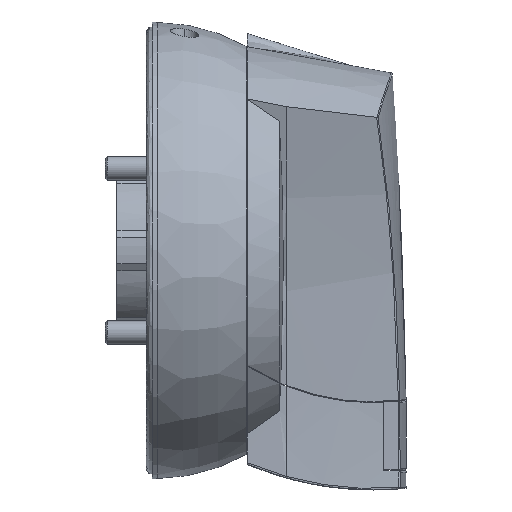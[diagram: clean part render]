
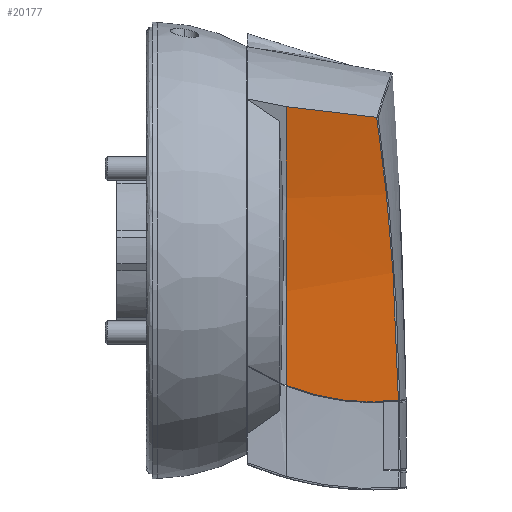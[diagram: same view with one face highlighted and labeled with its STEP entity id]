
A CAD part, left-side view. The second image highlights one B-rep face of the part: STEP entity #20177.
In plain terms, the highlighted conical face has half-angle 6 degrees and reference radius 200 mm.
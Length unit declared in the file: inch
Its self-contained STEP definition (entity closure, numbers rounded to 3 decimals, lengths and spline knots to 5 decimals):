
#1697 = CARTESIAN_POINT ( 'NONE',  ( -0.52967, -1.55512, -1.00677 ) ) ;
#2882 = CARTESIAN_POINT ( 'NONE',  ( -0.55809, -1.28488, -1.00627 ) ) ;
#3565 = CARTESIAN_POINT ( 'NONE',  ( -0.84445, -1.3059, 0.91871 ) ) ;
#3792 = CARTESIAN_POINT ( 'NONE',  ( -8.46997, -0.9, -1.20875 ) ) ;
#4189 = DIRECTION ( 'NONE',  ( 0., 1., 0. ) ) ;
#4513 = CARTESIAN_POINT ( 'NONE',  ( -0.51923, -1.65455, -1.00633 ) ) ;
#4819 = B_SPLINE_CURVE_WITH_KNOTS ( 'NONE', 3,
 ( #4513, #16652, #37082, #12713, #41203, #16833, #45243, #20945, #49335, #25009 ),
 .UNSPECIFIED., .F., .F.,
 ( 4, 2, 2, 2, 4 ),
 ( 0.00001, 0.01229, 0.02458, 0.03686, 0.04915 ),
 .UNSPECIFIED. ) ;
#4872 = CARTESIAN_POINT ( 'NONE',  ( -0.90235, -0.9, 0.96639 ) ) ;
#6200 = CARTESIAN_POINT ( 'NONE',  ( -0.51943, -1.65256, -1.00677 ) ) ;
#6508 = ORIENTED_EDGE ( 'NONE', *, *, #12852, .T. ) ;
#6950 = CARTESIAN_POINT ( 'NONE',  ( -0.54203, -1.43487, -1.01817 ) ) ;
#7239 = VERTEX_POINT ( 'NONE', #49836 ) ;
#7379 = CIRCLE ( 'NONE', #7976, 7.94287 ) ;
#7887 = DIRECTION ( 'NONE',  ( 0., 0., 1. ) ) ;
#7976 = AXIS2_PLACEMENT_3D ( 'NONE', #28584, #4189, #32641 ) ;
#9649 = ORIENTED_EDGE ( 'NONE', *, *, #16158, .T. ) ;
#9700 = CARTESIAN_POINT ( 'NONE',  ( -0.52943, -1.55512, -1.01663 ) ) ;
#9793 = EDGE_LOOP ( 'NONE', ( #11777, #48756, #6508, #36798, #38937, #9649, #38802, #44356 ) ) ;
#10294 = CARTESIAN_POINT ( 'NONE',  ( -0.51953, -1.65153, -1.00677 ) ) ;
#11064 = EDGE_CURVE ( 'NONE', #14666, #46283, #15630, .T. ) ;
#11777 = ORIENTED_EDGE ( 'NONE', *, *, #14370, .F. ) ;
#12713 = CARTESIAN_POINT ( 'NONE',  ( -0.5625, -1.63173, -0.36316 ) ) ;
#12852 = EDGE_CURVE ( 'NONE', #18918, #46283, #4819, .T. ) ;
#14370 = EDGE_CURVE ( 'NONE', #7239, #39838, #50765, .T. ) ;
#14666 = VERTEX_POINT ( 'NONE', #4872 ) ;
#14875 = CONICAL_SURFACE ( 'NONE', #15902, 7.87402, 0.105 ) ;
#15630 = B_SPLINE_CURVE_WITH_KNOTS ( 'NONE', 3,
 ( #15678, #48181, #3565, #32006 ),
 .UNSPECIFIED., .F., .F.,
 ( 4, 4 ),
 ( 0., 0.01573 ),
 .UNSPECIFIED. ) ;
#15678 = CARTESIAN_POINT ( 'NONE',  ( -0.90235, -0.9, 0.96639 ) ) ;
#15902 = AXIS2_PLACEMENT_3D ( 'NONE', #27032, #43168, #47284 ) ;
#16158 = EDGE_CURVE ( 'NONE', #34195, #37738, #51072, .T. ) ;
#16183 = FACE_OUTER_BOUND ( 'NONE', #9793, .T. ) ;
#16652 = CARTESIAN_POINT ( 'NONE',  ( -0.52368, -1.65128, -0.84485 ) ) ;
#16833 = CARTESIAN_POINT ( 'NONE',  ( -0.63185, -1.59927, 0.11517 ) ) ;
#17152 = CARTESIAN_POINT ( 'NONE',  ( -0.52967, -1.55512, -1.00677 ) ) ;
#18918 = VERTEX_POINT ( 'NONE', #19591 ) ;
#19591 = CARTESIAN_POINT ( 'NONE',  ( -0.51923, -1.65455, -1.00633 ) ) ;
#20177 = ADVANCED_FACE ( 'NONE', ( #16183 ), #14875, .F. ) ;
#20945 = CARTESIAN_POINT ( 'NONE',  ( -0.73123, -1.55173, 0.58599 ) ) ;
#22616 = CARTESIAN_POINT ( 'NONE',  ( -0.51932, -1.65356, -1.00662 ) ) ;
#23657 = CARTESIAN_POINT ( 'NONE',  ( -0.60177, -0.9, -0.90622 ) ) ;
#25009 = CARTESIAN_POINT ( 'NONE',  ( -0.8157, -1.50885, 0.89461 ) ) ;
#25174 = CARTESIAN_POINT ( 'NONE',  ( -0.51953, -1.65153, -1.00677 ) ) ;
#25910 = CARTESIAN_POINT ( 'NONE',  ( -0.53429, -1.50848, -1.01817 ) ) ;
#25973 = EDGE_CURVE ( 'NONE', #37738, #39751, #27601, .T. ) ;
#27032 = CARTESIAN_POINT ( 'NONE',  ( -8.46997, -0.9, -1.20875 ) ) ;
#27091 = CARTESIAN_POINT ( 'NONE',  ( -0.60177, -0.9, -0.90622 ) ) ;
#27252 = CARTESIAN_POINT ( 'NONE',  ( -0.53675, -1.48513, -1.01817 ) ) ;
#27261 = CARTESIAN_POINT ( 'NONE',  ( -0.56345, -1.23561, -0.9992 ) ) ;
#27601 = B_SPLINE_CURVE_WITH_KNOTS ( 'NONE', 3,
 ( #29998, #25910, #34068, #9700 ),
 .UNSPECIFIED., .F., .F.,
 ( 4, 4 ),
 ( 0.01523, 0.017 ),
 .UNSPECIFIED. ) ;
#28584 = CARTESIAN_POINT ( 'NONE',  ( -8.46997, -1.55512, -1.20875 ) ) ;
#29400 = CIRCLE ( 'NONE', #36821, 7.87402 ) ;
#29998 = CARTESIAN_POINT ( 'NONE',  ( -0.53675, -1.48513, -1.01817 ) ) ;
#31350 = CARTESIAN_POINT ( 'NONE',  ( -0.54739, -1.38441, -1.01576 ) ) ;
#32006 = CARTESIAN_POINT ( 'NONE',  ( -0.8157, -1.50885, 0.89461 ) ) ;
#32250 = DIRECTION ( 'NONE',  ( 0., 1., 0. ) ) ;
#32641 = DIRECTION ( 'NONE',  ( 0., 0., -1. ) ) ;
#34068 = CARTESIAN_POINT ( 'NONE',  ( -0.53185, -1.53181, -1.01766 ) ) ;
#34195 = VERTEX_POINT ( 'NONE', #23657 ) ;
#35445 = CARTESIAN_POINT ( 'NONE',  ( -0.53675, -1.48513, -1.01817 ) ) ;
#36624 = EDGE_CURVE ( 'NONE', #7239, #18918, #40008, .T. ) ;
#36798 = ORIENTED_EDGE ( 'NONE', *, *, #11064, .F. ) ;
#36821 = AXIS2_PLACEMENT_3D ( 'NONE', #3792, #32250, #7887 ) ;
#37082 = CARTESIAN_POINT ( 'NONE',  ( -0.53324, -1.64612, -0.68391 ) ) ;
#37738 = VERTEX_POINT ( 'NONE', #27252 ) ;
#38802 = ORIENTED_EDGE ( 'NONE', *, *, #25973, .T. ) ;
#38937 = ORIENTED_EDGE ( 'NONE', *, *, #41893, .T. ) ;
#39751 = VERTEX_POINT ( 'NONE', #49749 ) ;
#39838 = VERTEX_POINT ( 'NONE', #1697 ) ;
#40008 = B_SPLINE_CURVE_WITH_KNOTS ( 'NONE', 3,
 ( #10294, #6200, #22616, #51013 ),
 .UNSPECIFIED., .F., .F.,
 ( 4, 4 ),
 ( 0., 0.00008 ),
 .UNSPECIFIED. ) ;
#41203 = CARTESIAN_POINT ( 'NONE',  ( -0.58221, -1.6225, -0.20333 ) ) ;
#41507 = CARTESIAN_POINT ( 'NONE',  ( -0.52629, -1.58726, -1.00677 ) ) ;
#41893 = EDGE_CURVE ( 'NONE', #14666, #34195, #29400, .T. ) ;
#43168 = DIRECTION ( 'NONE',  ( 0., -1., 0. ) ) ;
#44356 = ORIENTED_EDGE ( 'NONE', *, *, #47874, .F. ) ;
#45243 = CARTESIAN_POINT ( 'NONE',  ( -0.66167, -1.58531, 0.27305 ) ) ;
#46283 = VERTEX_POINT ( 'NONE', #51399 ) ;
#47284 = DIRECTION ( 'NONE',  ( 0., 0., 1. ) ) ;
#47874 = EDGE_CURVE ( 'NONE', #39838, #39751, #7379, .T. ) ;
#48181 = CARTESIAN_POINT ( 'NONE',  ( -0.87333, -1.10295, 0.94263 ) ) ;
#48756 = ORIENTED_EDGE ( 'NONE', *, *, #36624, .T. ) ;
#49335 = CARTESIAN_POINT ( 'NONE',  ( -0.77097, -1.5321, 0.74105 ) ) ;
#49487 = CARTESIAN_POINT ( 'NONE',  ( -0.52291, -1.61939, -1.00677 ) ) ;
#49749 = CARTESIAN_POINT ( 'NONE',  ( -0.52943, -1.55512, -1.01663 ) ) ;
#49836 = CARTESIAN_POINT ( 'NONE',  ( -0.51953, -1.65153, -1.00677 ) ) ;
#50765 = B_SPLINE_CURVE_WITH_KNOTS ( 'NONE', 3,
 ( #25174, #49487, #41507, #17152 ),
 .UNSPECIFIED., .F., .F.,
 ( 4, 4 ),
 ( 0.01006, 0.01252 ),
 .UNSPECIFIED. ) ;
#51013 = CARTESIAN_POINT ( 'NONE',  ( -0.51923, -1.65455, -1.00633 ) ) ;
#51072 = B_SPLINE_CURVE_WITH_KNOTS ( 'NONE', 3,
 ( #27091, #51429, #51609, #27261, #2882, #31350, #6950, #35445 ),
 .UNSPECIFIED., .F., .F.,
 ( 4, 2, 2, 4 ),
 ( 0., 0.00761, 0.01142, 0.01523 ),
 .UNSPECIFIED. ) ;
#51399 = CARTESIAN_POINT ( 'NONE',  ( -0.8157, -1.50885, 0.89461 ) ) ;
#51429 = CARTESIAN_POINT ( 'NONE',  ( -0.5905, -0.99361, -0.9434 ) ) ;
#51609 = CARTESIAN_POINT ( 'NONE',  ( -0.57962, -1.08925, -0.97116 ) ) ;
